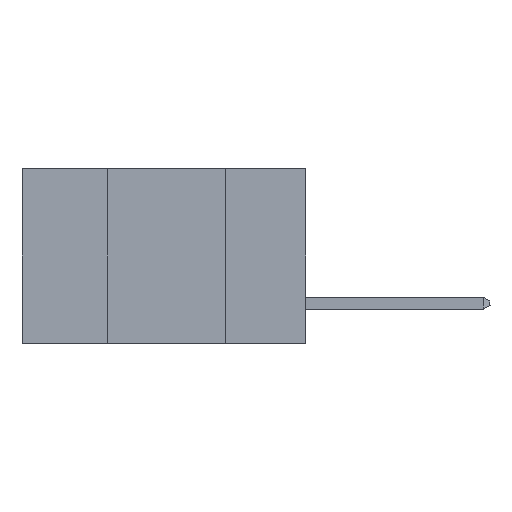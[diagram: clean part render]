
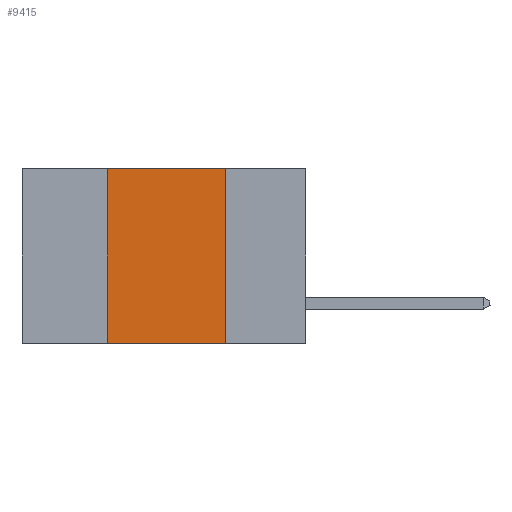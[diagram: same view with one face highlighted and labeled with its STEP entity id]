
A CAD part, left-side view. The second image highlights one B-rep face of the part: STEP entity #9415.
In plain terms, the highlighted planar face has unit normal (-1, 0, 0).
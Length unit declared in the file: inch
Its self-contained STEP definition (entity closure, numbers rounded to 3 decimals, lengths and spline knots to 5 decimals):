
#11 = DIRECTION ( 'NONE',  ( 0., -1., 0. ) ) ;
#648 = VERTEX_POINT ( 'NONE', #2384 ) ;
#682 = VECTOR ( 'NONE', #8099, 39.37008 ) ;
#884 = CARTESIAN_POINT ( 'NONE',  ( 0., 0.6, 0. ) ) ;
#994 = CARTESIAN_POINT ( 'NONE',  ( 0., 0.17, 0. ) ) ;
#1252 = VECTOR ( 'NONE', #5547, 39.37008 ) ;
#1376 = LINE ( 'NONE', #5615, #1252 ) ;
#1688 = EDGE_CURVE ( 'NONE', #2696, #4551, #2082, .T. ) ;
#1772 = DIRECTION ( 'NONE',  ( 0., 0., -1. ) ) ;
#1906 = EDGE_CURVE ( 'NONE', #2170, #4551, #1376, .T. ) ;
#1971 = VECTOR ( 'NONE', #5378, 39.37008 ) ;
#2082 = LINE ( 'NONE', #994, #1971 ) ;
#2083 = CARTESIAN_POINT ( 'NONE',  ( 0., 0.17, -0.37 ) ) ;
#2170 = VERTEX_POINT ( 'NONE', #4434 ) ;
#2384 = CARTESIAN_POINT ( 'NONE',  ( 0., 0.42, 0. ) ) ;
#2619 = VECTOR ( 'NONE', #11, 39.37008 ) ;
#2696 = VERTEX_POINT ( 'NONE', #6431 ) ;
#2719 = AXIS2_PLACEMENT_3D ( 'NONE', #884, #6954, #1772 ) ;
#2859 = ORIENTED_EDGE ( 'NONE', *, *, #1688, .F. ) ;
#4434 = CARTESIAN_POINT ( 'NONE',  ( 0., 0.42, -0.37 ) ) ;
#4551 = VERTEX_POINT ( 'NONE', #2083 ) ;
#5266 = ORIENTED_EDGE ( 'NONE', *, *, #1906, .T. ) ;
#5365 = EDGE_CURVE ( 'NONE', #2170, #648, #8038, .T. ) ;
#5378 = DIRECTION ( 'NONE',  ( 0., 0., -1. ) ) ;
#5547 = DIRECTION ( 'NONE',  ( 0., -1., 0. ) ) ;
#5615 = CARTESIAN_POINT ( 'NONE',  ( 0., 0.6, -0.37 ) ) ;
#6431 = CARTESIAN_POINT ( 'NONE',  ( 0., 0.17, 0. ) ) ;
#6585 = CARTESIAN_POINT ( 'NONE',  ( 0., 0.42, 0. ) ) ;
#6954 = DIRECTION ( 'NONE',  ( 1., 0., 0. ) ) ;
#7333 = EDGE_CURVE ( 'NONE', #648, #2696, #9143, .T. ) ;
#7817 = ORIENTED_EDGE ( 'NONE', *, *, #5365, .F. ) ;
#8038 = LINE ( 'NONE', #6585, #682 ) ;
#8099 = DIRECTION ( 'NONE',  ( 0., 0., 1. ) ) ;
#8460 = PLANE ( 'NONE',  #2719 ) ;
#8491 = ORIENTED_EDGE ( 'NONE', *, *, #7333, .F. ) ;
#8654 = EDGE_LOOP ( 'NONE', ( #2859, #8491, #7817, #5266 ) ) ;
#9034 = FACE_OUTER_BOUND ( 'NONE', #8654, .T. ) ;
#9143 = LINE ( 'NONE', #9887, #2619 ) ;
#9415 = ADVANCED_FACE ( 'NONE', ( #9034 ), #8460, .F. ) ;
#9887 = CARTESIAN_POINT ( 'NONE',  ( 0., 0.6, 0. ) ) ;
